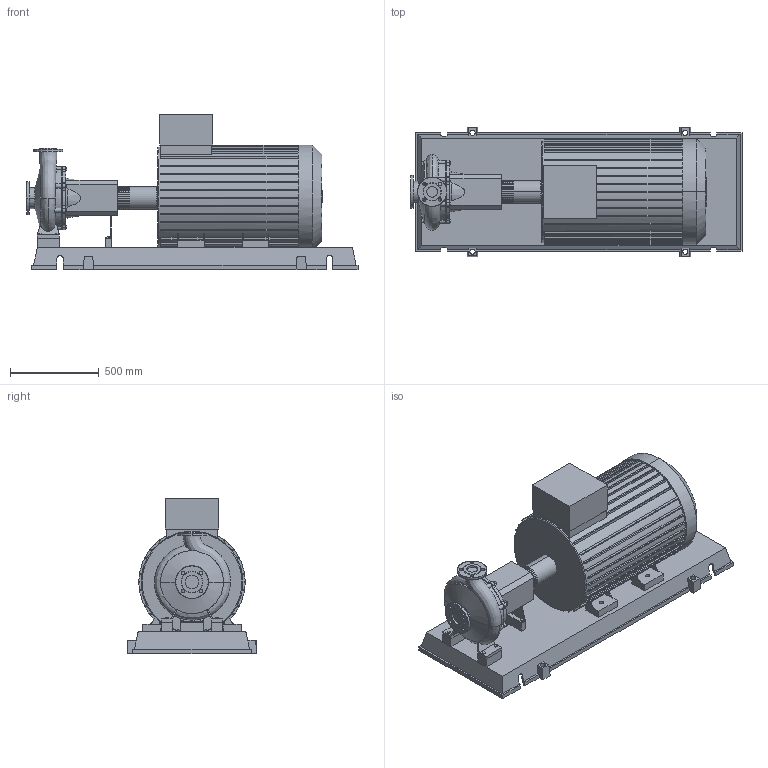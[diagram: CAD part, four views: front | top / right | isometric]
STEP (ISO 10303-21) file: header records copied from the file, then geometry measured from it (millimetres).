
FILE_DESCRIPTION((''),'2;1');
FILE_NAME('3d_NL50_315-75-2-05-4109132.stp','2015-03-03T07:47:32',(''),(''),'Mechanical Desktop 2009','Mechanical Desktop 2009',', , ');
FILE_SCHEMA(('CONFIG_CONTROL_DESIGN'));
Length unit declared in the file: millimetre
Products named in the file (1): Product
Bounding box: 1872.5 x 730 x 875 mm (x, y, z)
Volume: 316142422.4 mm3; surface area: 8145285.7 mm2
Topology: 15 solids, 15 shells, 861 faces, 2263 edges, 1491 vertices
Faces by surface type: plane 452, bspline 202, cylinder 191, cone 10, torus 6
Entity records: 31201 total; most frequent: CARTESIAN_POINT 9993, ORIENTED_EDGE 4528, DIRECTION 4158, EDGE_CURVE 2264, VERTEX_POINT 1489, VECTOR 1448, LINE 1448, AXIS2_PLACEMENT_3D 1355
